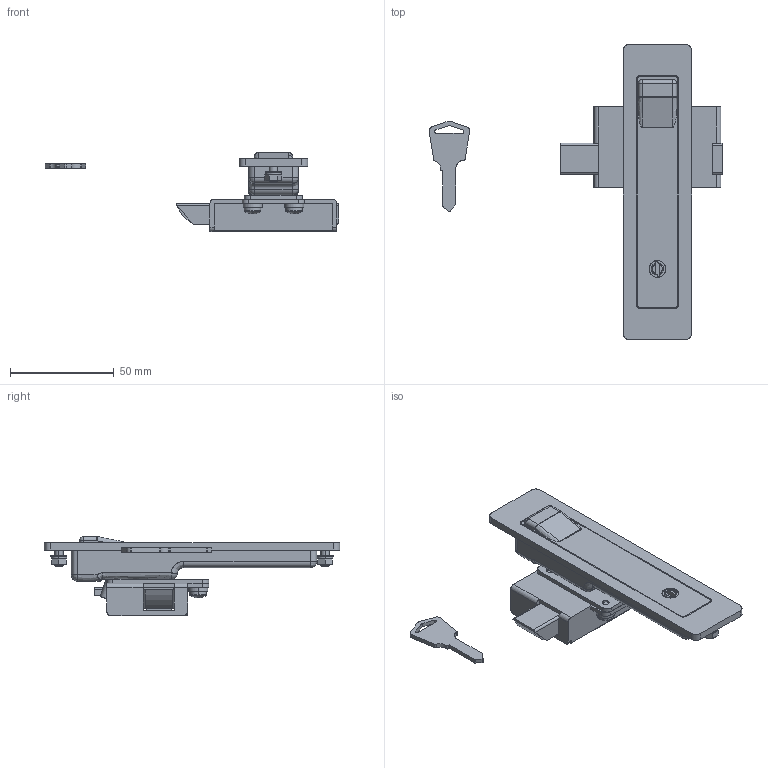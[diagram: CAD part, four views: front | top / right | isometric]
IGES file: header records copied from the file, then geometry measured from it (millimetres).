
Start section: SolidWorks IGES file using analytic representation for surfaces
Global section: file name: A-1750-1-1.IGS; native system: SolidWorks 2011; preprocessor: SolidWorks 2011; author: Pub70; date: 110831.162739; units: millimetre
Bounding box: 141.26 x 142 x 38 mm (x, y, z)
Surface area: 47691.3 mm2 (no closed solid volume)
Topology: 0 solids, 0 shells, 539 faces, 6126 edges, 6113 vertices
Faces by surface type: revolution 275, bspline 264
